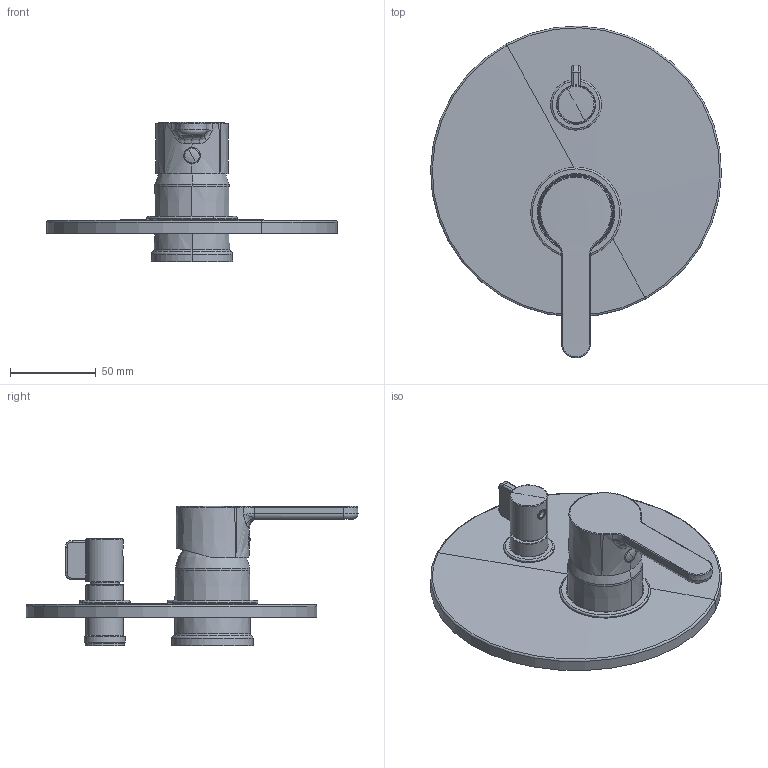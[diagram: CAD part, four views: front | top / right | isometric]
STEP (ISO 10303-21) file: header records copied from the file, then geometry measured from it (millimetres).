
FILE_DESCRIPTION(('CATIA V5 STEP Exchange','CAx-IF Rec.Pracs.--- Model Styling and Organization---1.5--- 2016-08-15','CAx-IF Rec.Pracs.---Supplemental Geometry---1.0---2011-11-01','CAx-IF Rec.Pracs.--- Composite Materials ---3.4---2017-06-13','CAx-IF Rec.Pracs.---Tessellated 3D Geometry---1.0---2015-12-17'),'2;1');
FILE_NAME('H200023.stp','2023-02-09T09:00:11+00:00',('none'),('none'),'CATIA Version 5-6 Release 2020 SP2','CATIA V5 STEP AP242 v2','none');
FILE_SCHEMA(('AP242_MANAGED_MODEL_BASED_3D_ENGINEERING_MIM_LF {1 0 10303 442 1 1 4}'));
Length unit declared in the file: millimetre
Products named in the file (9): H200023; P44031; P50716; P33673; P33674; P52184; P52185; P32539; P50166
Assembly tree (8 placements, depth 2):
  H200023
    P44031
    P50716
    P33673
    P33674
    P52184
    P52185
    P32539
    P50166
Bounding box: 169.95 x 194.05 x 81.44 mm (x, y, z)
Volume: 66961.3 mm3; surface area: 95961.8 mm2
Topology: 8 solids, 8 shells, 756 faces, 1942 edges, 1209 vertices
Faces by surface type: plane 185, torus 140, cylinder 127, cone 109, extrusion 98, bspline 75, sphere 16, revolution 6
Entity records: 28325 total; most frequent: CARTESIAN_POINT 12538, ORIENTED_EDGE 3864, DIRECTION 2021, EDGE_CURVE 1932, VERTEX_POINT 1209, AXIS2_PLACEMENT_3D 1012, B_SPLINE_CURVE_WITH_KNOTS 989, EDGE_LOOP 791
